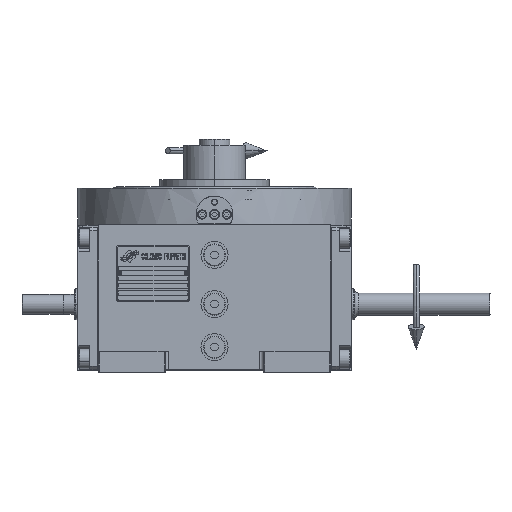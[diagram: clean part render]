
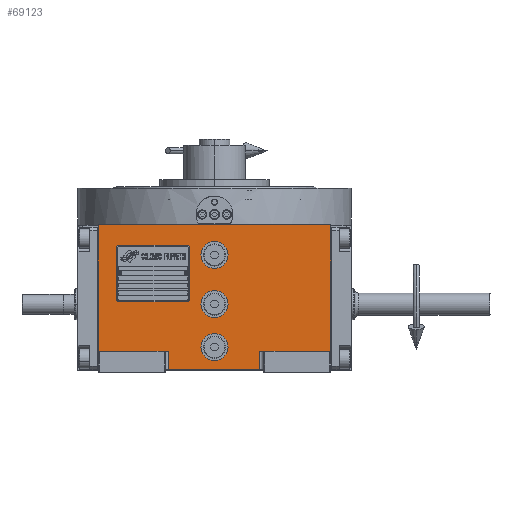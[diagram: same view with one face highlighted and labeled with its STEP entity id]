
A CAD part, top view. The second image highlights one B-rep face of the part: STEP entity #69123.
In plain terms, the highlighted planar face has unit normal (0, 0, 1).
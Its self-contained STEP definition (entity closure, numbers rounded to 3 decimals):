
#192 = VECTOR ( 'NONE', #63503, 1000. ) ;
#502 = AXIS2_PLACEMENT_3D ( 'NONE', #31235, #68907, #16825 ) ;
#890 = CARTESIAN_POINT ( 'NONE',  ( -37., -53.5, 163.5 ) ) ;
#1198 = CARTESIAN_POINT ( 'NONE',  ( 37., -38.5, 163.5 ) ) ;
#1435 = CARTESIAN_POINT ( 'NONE',  ( -11., 40., 163.5 ) ) ;
#3289 = EDGE_CURVE ( 'NONE', #8963, #14116, #67390, .T. ) ;
#3743 = ORIENTED_EDGE ( 'NONE', *, *, #51613, .T. ) ;
#3789 = DIRECTION ( 'NONE',  ( -1., 0., 0. ) ) ;
#3856 = CARTESIAN_POINT ( 'NONE',  ( -11., 0., 163.5 ) ) ;
#4528 = CARTESIAN_POINT ( 'NONE',  ( 11., -35., 163.5 ) ) ;
#4768 = CARTESIAN_POINT ( 'NONE',  ( -37., -53.5, 163.5 ) ) ;
#5731 = AXIS2_PLACEMENT_3D ( 'NONE', #41428, #36198, #57464 ) ;
#7094 = AXIS2_PLACEMENT_3D ( 'NONE', #22751, #65343, #23091 ) ;
#7168 = LINE ( 'NONE', #1198, #8880 ) ;
#7315 = VERTEX_POINT ( 'NONE', #20525 ) ;
#7923 = CARTESIAN_POINT ( 'NONE',  ( 37., -38.5, 163.5 ) ) ;
#8235 = ORIENTED_EDGE ( 'NONE', *, *, #57681, .F. ) ;
#8880 = VECTOR ( 'NONE', #49524, 1000. ) ;
#8963 = VERTEX_POINT ( 'NONE', #39969 ) ;
#9234 = AXIS2_PLACEMENT_3D ( 'NONE', #45812, #61845, #3789 ) ;
#9270 = CARTESIAN_POINT ( 'NONE',  ( 94.5, -38.5, 163.5 ) ) ;
#9277 = AXIS2_PLACEMENT_3D ( 'NONE', #14548, #52324, #36277 ) ;
#9322 = FACE_BOUND ( 'NONE', #54120, .T. ) ;
#9644 = PLANE ( 'NONE',  #56689 ) ;
#10165 = AXIS2_PLACEMENT_3D ( 'NONE', #62502, #30770, #19225 ) ;
#10271 = ORIENTED_EDGE ( 'NONE', *, *, #60455, .F. ) ;
#11093 = LINE ( 'NONE', #59366, #53446 ) ;
#11765 = ORIENTED_EDGE ( 'NONE', *, *, #3289, .F. ) ;
#12373 = EDGE_CURVE ( 'NONE', #45990, #12786, #14592, .T. ) ;
#12519 = EDGE_CURVE ( 'NONE', #22386, #12786, #21617, .T. ) ;
#12622 = CIRCLE ( 'NONE', #9277, 11. ) ;
#12786 = VERTEX_POINT ( 'NONE', #35425 ) ;
#14116 = VERTEX_POINT ( 'NONE', #3856 ) ;
#14548 = CARTESIAN_POINT ( 'NONE',  ( 0., -35., 163.5 ) ) ;
#14592 = LINE ( 'NONE', #4768, #192 ) ;
#15252 = DIRECTION ( 'NONE',  ( 1., 0., 0. ) ) ;
#15430 = CARTESIAN_POINT ( 'NONE',  ( -37., -53.5, 163.5 ) ) ;
#15678 = DIRECTION ( 'NONE',  ( 0., 1., 0. ) ) ;
#16825 = DIRECTION ( 'NONE',  ( -1., 0., 0. ) ) ;
#16924 = CARTESIAN_POINT ( 'NONE',  ( -94.5, 64.5, 163.5 ) ) ;
#17021 = DIRECTION ( 'NONE',  ( 1., 0., 0. ) ) ;
#19225 = DIRECTION ( 'NONE',  ( 1., 0., 0. ) ) ;
#20525 = CARTESIAN_POINT ( 'NONE',  ( 37., -53.5, 163.5 ) ) ;
#21538 = VERTEX_POINT ( 'NONE', #24081 ) ;
#21617 = LINE ( 'NONE', #44313, #28224 ) ;
#22386 = VERTEX_POINT ( 'NONE', #64271 ) ;
#22477 = VERTEX_POINT ( 'NONE', #61790 ) ;
#22566 = CIRCLE ( 'NONE', #5731, 11. ) ;
#22679 = LINE ( 'NONE', #7923, #59496 ) ;
#22751 = CARTESIAN_POINT ( 'NONE',  ( 0., 0., 163.5 ) ) ;
#23091 = DIRECTION ( 'NONE',  ( 1., 0., 0. ) ) ;
#23515 = EDGE_LOOP ( 'NONE', ( #10271, #30280 ) ) ;
#24081 = CARTESIAN_POINT ( 'NONE',  ( 37., -38.5, 163.5 ) ) ;
#26163 = FACE_BOUND ( 'NONE', #63469, .T. ) ;
#26837 = EDGE_CURVE ( 'NONE', #45990, #7315, #45016, .T. ) ;
#28224 = VECTOR ( 'NONE', #17021, 1000. ) ;
#28500 = CIRCLE ( 'NONE', #502, 11. ) ;
#28619 = VECTOR ( 'NONE', #40458, 1000. ) ;
#29283 = ORIENTED_EDGE ( 'NONE', *, *, #30226, .T. ) ;
#29887 = EDGE_CURVE ( 'NONE', #50745, #22477, #53936, .T. ) ;
#30226 = EDGE_CURVE ( 'NONE', #21538, #68550, #22679, .T. ) ;
#30280 = ORIENTED_EDGE ( 'NONE', *, *, #30527, .F. ) ;
#30396 = CARTESIAN_POINT ( 'NONE',  ( -94.5, 64.5, 163.5 ) ) ;
#30527 = EDGE_CURVE ( 'NONE', #59924, #54601, #12622, .T. ) ;
#30770 = DIRECTION ( 'NONE',  ( 0., 0., 1. ) ) ;
#31060 = DIRECTION ( 'NONE',  ( 0., 0., 1. ) ) ;
#31108 = VECTOR ( 'NONE', #36978, 1000. ) ;
#31235 = CARTESIAN_POINT ( 'NONE',  ( 0., 0., 163.5 ) ) ;
#33135 = DIRECTION ( 'NONE',  ( 1., 0., 0. ) ) ;
#35425 = CARTESIAN_POINT ( 'NONE',  ( -37., -38.5, 163.5 ) ) ;
#36198 = DIRECTION ( 'NONE',  ( 0., 0., 1. ) ) ;
#36277 = DIRECTION ( 'NONE',  ( -1., 0., 0. ) ) ;
#36978 = DIRECTION ( 'NONE',  ( 1., 0., 0. ) ) ;
#38423 = DIRECTION ( 'NONE',  ( 1., 0., 0. ) ) ;
#38595 = CARTESIAN_POINT ( 'NONE',  ( 94.5, -38.5, 163.5 ) ) ;
#39115 = EDGE_CURVE ( 'NONE', #66460, #67741, #41544, .T. ) ;
#39969 = CARTESIAN_POINT ( 'NONE',  ( 11., 0., 163.5 ) ) ;
#40458 = DIRECTION ( 'NONE',  ( 0., 1., 0. ) ) ;
#40858 = FACE_OUTER_BOUND ( 'NONE', #64969, .T. ) ;
#41428 = CARTESIAN_POINT ( 'NONE',  ( 0., -35., 163.5 ) ) ;
#41544 = LINE ( 'NONE', #30396, #31108 ) ;
#42108 = EDGE_CURVE ( 'NONE', #22477, #50745, #47051, .T. ) ;
#42219 = FACE_BOUND ( 'NONE', #23515, .T. ) ;
#43989 = ORIENTED_EDGE ( 'NONE', *, *, #29887, .F. ) ;
#44313 = CARTESIAN_POINT ( 'NONE',  ( -94.5, -38.5, 163.5 ) ) ;
#45016 = LINE ( 'NONE', #890, #46673 ) ;
#45812 = CARTESIAN_POINT ( 'NONE',  ( 0., 40., 163.5 ) ) ;
#45987 = EDGE_CURVE ( 'NONE', #14116, #8963, #28500, .T. ) ;
#45990 = VERTEX_POINT ( 'NONE', #15430 ) ;
#46459 = CARTESIAN_POINT ( 'NONE',  ( -94.5, -53.5, 163.5 ) ) ;
#46673 = VECTOR ( 'NONE', #33135, 1000. ) ;
#47051 = CIRCLE ( 'NONE', #10165, 11. ) ;
#49524 = DIRECTION ( 'NONE',  ( 0., -1., 0. ) ) ;
#50745 = VERTEX_POINT ( 'NONE', #1435 ) ;
#50894 = ORIENTED_EDGE ( 'NONE', *, *, #42108, .F. ) ;
#51292 = LINE ( 'NONE', #9270, #28619 ) ;
#51613 = EDGE_CURVE ( 'NONE', #68550, #67741, #51292, .T. ) ;
#52324 = DIRECTION ( 'NONE',  ( 0., 0., 1. ) ) ;
#53446 = VECTOR ( 'NONE', #15678, 1000. ) ;
#53936 = CIRCLE ( 'NONE', #9234, 11. ) ;
#54120 = EDGE_LOOP ( 'NONE', ( #50894, #43989 ) ) ;
#54146 = CARTESIAN_POINT ( 'NONE',  ( 94.5, 64.5, 163.5 ) ) ;
#54601 = VERTEX_POINT ( 'NONE', #4528 ) ;
#54718 = ORIENTED_EDGE ( 'NONE', *, *, #12519, .T. ) ;
#56238 = EDGE_CURVE ( 'NONE', #21538, #7315, #7168, .T. ) ;
#56689 = AXIS2_PLACEMENT_3D ( 'NONE', #46459, #31060, #15252 ) ;
#57006 = ORIENTED_EDGE ( 'NONE', *, *, #26837, .T. ) ;
#57464 = DIRECTION ( 'NONE',  ( 1., 0., 0. ) ) ;
#57681 = EDGE_CURVE ( 'NONE', #22386, #66460, #11093, .T. ) ;
#59366 = CARTESIAN_POINT ( 'NONE',  ( -94.5, -38.5, 163.5 ) ) ;
#59496 = VECTOR ( 'NONE', #38423, 1000. ) ;
#59924 = VERTEX_POINT ( 'NONE', #68368 ) ;
#60455 = EDGE_CURVE ( 'NONE', #54601, #59924, #22566, .T. ) ;
#61790 = CARTESIAN_POINT ( 'NONE',  ( 11., 40., 163.5 ) ) ;
#61845 = DIRECTION ( 'NONE',  ( 0., 0., 1. ) ) ;
#62502 = CARTESIAN_POINT ( 'NONE',  ( 0., 40., 163.5 ) ) ;
#63469 = EDGE_LOOP ( 'NONE', ( #11765, #64470 ) ) ;
#63503 = DIRECTION ( 'NONE',  ( 0., 1., 0. ) ) ;
#64271 = CARTESIAN_POINT ( 'NONE',  ( -94.5, -38.5, 163.5 ) ) ;
#64470 = ORIENTED_EDGE ( 'NONE', *, *, #45987, .F. ) ;
#64969 = EDGE_LOOP ( 'NONE', ( #57006, #67156, #29283, #3743, #65204, #8235, #54718, #67610 ) ) ;
#65204 = ORIENTED_EDGE ( 'NONE', *, *, #39115, .F. ) ;
#65343 = DIRECTION ( 'NONE',  ( 0., 0., 1. ) ) ;
#66460 = VERTEX_POINT ( 'NONE', #16924 ) ;
#67156 = ORIENTED_EDGE ( 'NONE', *, *, #56238, .F. ) ;
#67390 = CIRCLE ( 'NONE', #7094, 11. ) ;
#67610 = ORIENTED_EDGE ( 'NONE', *, *, #12373, .F. ) ;
#67741 = VERTEX_POINT ( 'NONE', #54146 ) ;
#68368 = CARTESIAN_POINT ( 'NONE',  ( -11., -35., 163.5 ) ) ;
#68550 = VERTEX_POINT ( 'NONE', #38595 ) ;
#68907 = DIRECTION ( 'NONE',  ( 0., 0., 1. ) ) ;
#69123 = ADVANCED_FACE ( 'NONE', ( #26163, #42219, #9322, #40858 ), #9644, .T. ) ;
